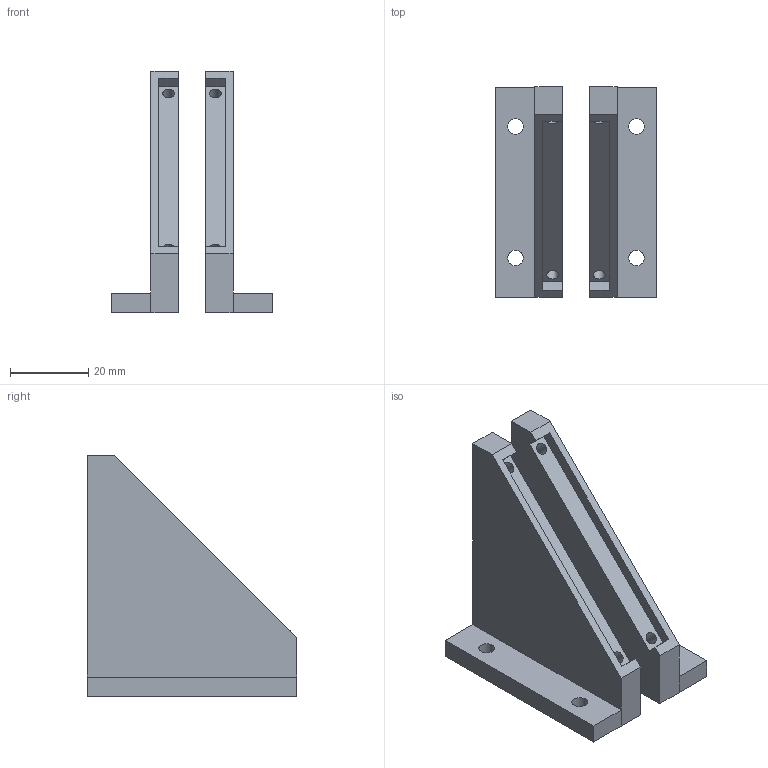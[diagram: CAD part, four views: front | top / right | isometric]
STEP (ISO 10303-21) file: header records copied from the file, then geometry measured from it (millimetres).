
FILE_DESCRIPTION(('FreeCAD Model'),'2;1');
FILE_NAME('Open CASCADE Shape Model','2021-03-18T11:20:54',('Author'),( ''),'Open CASCADE STEP processor 7.4','FreeCAD','Unknown');
FILE_SCHEMA(('AUTOMOTIVE_DESIGN { 1 0 10303 214 1 1 1 1 }'));
Length unit declared in the file: millimetre
Products named in the file (3): PETCTL_stand_V2; Body; Pocket002_(Mirror_#1)
Assembly tree (2 placements, depth 2):
  PETCTL_stand_V2
    Body
    Pocket002_(Mirror_#1)
Bounding box: 41 x 53.67 x 61.67 mm (x, y, z)
Volume: 34092.9 mm3; surface area: 14664.2 mm2
Topology: 2 solids, 2 shells, 44 faces, 100 edges, 64 vertices
Faces by surface type: plane 36, cylinder 8
Full cylindrical faces by diameter (mm): 3 x4, 4 x4
Entity records: 2622 total; most frequent: CARTESIAN_POINT 459, DIRECTION 402, LINE 268, VECTOR 268, ORIENTED_EDGE 200, PCURVE 200, DEFINITIONAL_REPRESENTATION 200, EDGE_CURVE 100
